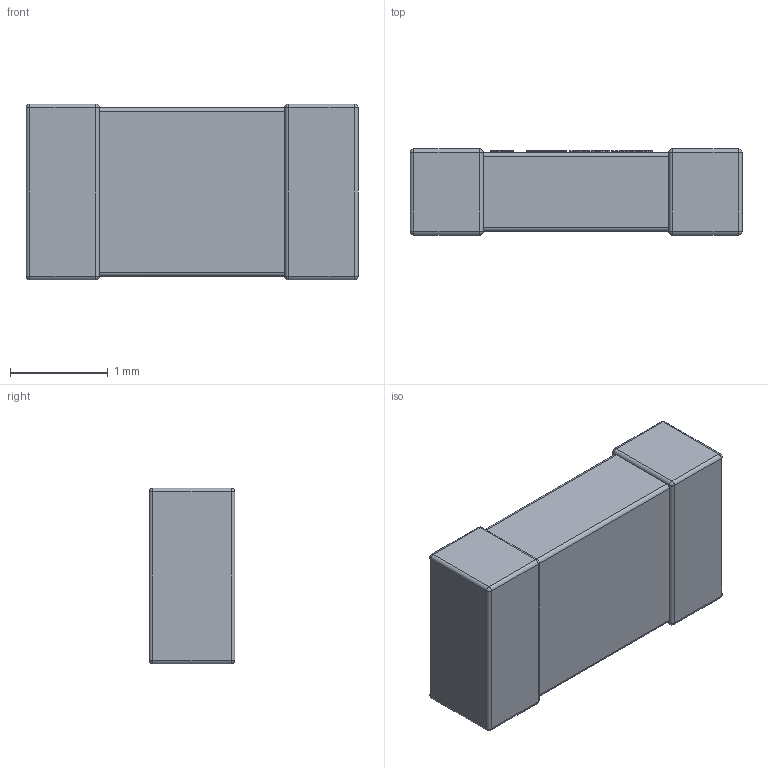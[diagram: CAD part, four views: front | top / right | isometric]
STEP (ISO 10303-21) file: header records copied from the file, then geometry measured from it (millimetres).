
FILE_DESCRIPTION (( 'STEP AP214' ), '1' );
FILE_NAME ('Capacitor Ceramic SMD-1206.step', '2018-02-09T14:21:58', ( '' ), ( '' ), 'SwSTEP 2.0', 'SolidWorks 2016', '' );
FILE_SCHEMA (( 'AUTOMOTIVE_DESIGN' ));
Length unit declared in the file: millimetre
Products named in the file (1): Capacitor Ceramic SMD-1206
Bounding box: 3.4 x 0.88 x 1.8 mm (x, y, z)
Volume: 5 mm3; surface area: 21.8 mm2
Topology: 5 solids, 5 shells, 122 faces, 292 edges, 164 vertices
Faces by surface type: bspline 52, cylinder 38, plane 32
Entity records: 6228 total; most frequent: CARTESIAN_POINT 3095, ORIENTED_EDGE 552, DIRECTION 370, EDGE_CURVE 276, VERTEX_POINT 164, VECTOR 132, LINE 132, EDGE_LOOP 126
